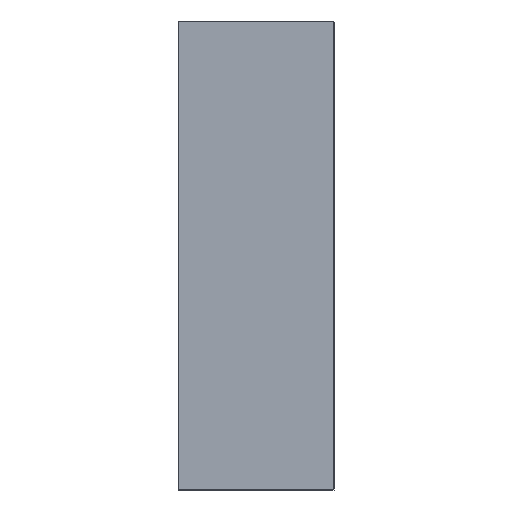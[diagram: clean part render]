
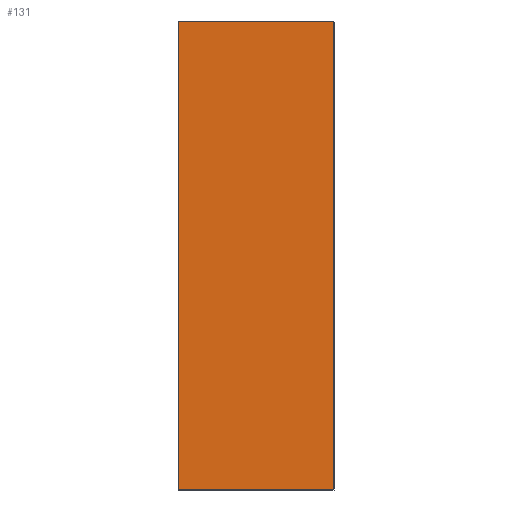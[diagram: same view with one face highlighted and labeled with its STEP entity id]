
A CAD part, left-side view. The second image highlights one B-rep face of the part: STEP entity #131.
In plain terms, the highlighted planar face has unit normal (-1, 0, 0).
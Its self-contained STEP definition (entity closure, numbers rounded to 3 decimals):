
#19 = ORIENTED_EDGE ( 'NONE', *, *, #266, .T. ) ;
#28 = DIRECTION ( 'NONE',  ( 0., 0., 1. ) ) ;
#43 = DIRECTION ( 'NONE',  ( 0., -1., 0. ) ) ;
#53 = VERTEX_POINT ( 'NONE', #55 ) ;
#55 = CARTESIAN_POINT ( 'NONE',  ( -28., 0., -9.525 ) ) ;
#56 = VERTEX_POINT ( 'NONE', #483 ) ;
#84 = LINE ( 'NONE', #193, #298 ) ;
#94 = ORIENTED_EDGE ( 'NONE', *, *, #440, .F. ) ;
#112 = DIRECTION ( 'NONE',  ( 0., 0., -1. ) ) ;
#131 = ADVANCED_FACE ( 'NONE', ( #228 ), #426, .F. ) ;
#147 = EDGE_CURVE ( 'NONE', #56, #334, #512, .T. ) ;
#153 = DIRECTION ( 'NONE',  ( 0., 0., 1. ) ) ;
#193 = CARTESIAN_POINT ( 'NONE',  ( -28., 0., 9.525 ) ) ;
#225 = CARTESIAN_POINT ( 'NONE',  ( -28., 0., 9.525 ) ) ;
#228 = FACE_OUTER_BOUND ( 'NONE', #249, .T. ) ;
#249 = EDGE_LOOP ( 'NONE', ( #485, #288, #94, #19 ) ) ;
#266 = EDGE_CURVE ( 'NONE', #459, #53, #329, .T. ) ;
#276 = LINE ( 'NONE', #432, #394 ) ;
#288 = ORIENTED_EDGE ( 'NONE', *, *, #147, .F. ) ;
#298 = VECTOR ( 'NONE', #153, 1000. ) ;
#314 = DIRECTION ( 'NONE',  ( 1., 0., 0. ) ) ;
#320 = AXIS2_PLACEMENT_3D ( 'NONE', #472, #314, #112 ) ;
#329 = LINE ( 'NONE', #445, #482 ) ;
#334 = VERTEX_POINT ( 'NONE', #225 ) ;
#354 = VECTOR ( 'NONE', #43, 1000. ) ;
#358 = CARTESIAN_POINT ( 'NONE',  ( -28., 6.35, -9.525 ) ) ;
#394 = VECTOR ( 'NONE', #28, 1000. ) ;
#422 = EDGE_CURVE ( 'NONE', #53, #334, #84, .T. ) ;
#426 = PLANE ( 'NONE',  #320 ) ;
#431 = CARTESIAN_POINT ( 'NONE',  ( -28., 6.35, 9.525 ) ) ;
#432 = CARTESIAN_POINT ( 'NONE',  ( -28., 6.35, 9.525 ) ) ;
#440 = EDGE_CURVE ( 'NONE', #459, #56, #276, .T. ) ;
#445 = CARTESIAN_POINT ( 'NONE',  ( -28., 6.35, -9.525 ) ) ;
#448 = DIRECTION ( 'NONE',  ( 0., -1., 0. ) ) ;
#459 = VERTEX_POINT ( 'NONE', #358 ) ;
#472 = CARTESIAN_POINT ( 'NONE',  ( -28., 6.35, 9.525 ) ) ;
#482 = VECTOR ( 'NONE', #448, 1000. ) ;
#483 = CARTESIAN_POINT ( 'NONE',  ( -28., 6.35, 9.525 ) ) ;
#485 = ORIENTED_EDGE ( 'NONE', *, *, #422, .T. ) ;
#512 = LINE ( 'NONE', #431, #354 ) ;
